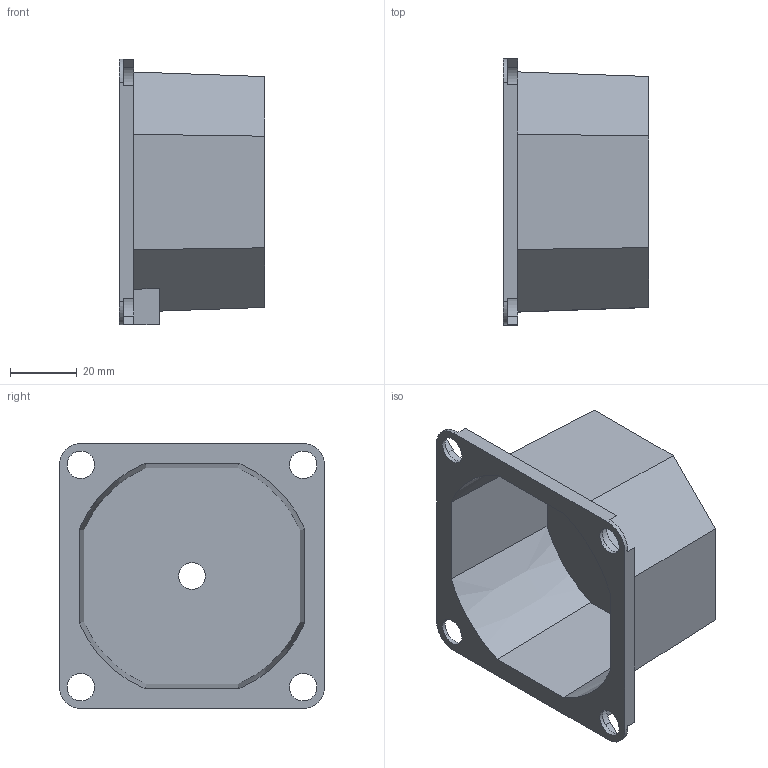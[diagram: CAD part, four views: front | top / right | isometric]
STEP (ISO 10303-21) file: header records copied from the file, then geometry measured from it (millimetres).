
FILE_DESCRIPTION(('starvars output'),'2;1');
FILE_NAME('f-rc844.stp','14:36:33 2014/09/11',( 'Thomas Industrial Network Germany GmbH'),( 'Thomas Industrial Network Germany GmbH'),'unknown preprocess','ACIS' ,'unknown authorization');
FILE_SCHEMA(('AUTOMOTIVE_DESIGN_CC2 {UNKNOWN IMPLEMENTATION LEVEL}'));
Length unit declared in the file: millimetre
Products named in the file (1): PRODUCT_ID_26
Bounding box: 43.5 x 79.5 x 79.5 mm (x, y, z)
Volume: 45337.8 mm3; surface area: 31313.9 mm2
Topology: 1 solids, 1 shells, 57 faces, 162 edges, 108 vertices
Faces by surface type: plane 35, cylinder 18, cone 4
Entity records: 2332 total; most frequent: CARTESIAN_POINT 327, ORIENTED_EDGE 324, DIRECTION 281, EDGE_CURVE 162, VECTOR 109, LINE 109, VERTEX_POINT 108, AXIS2_PLACEMENT_3D 86
